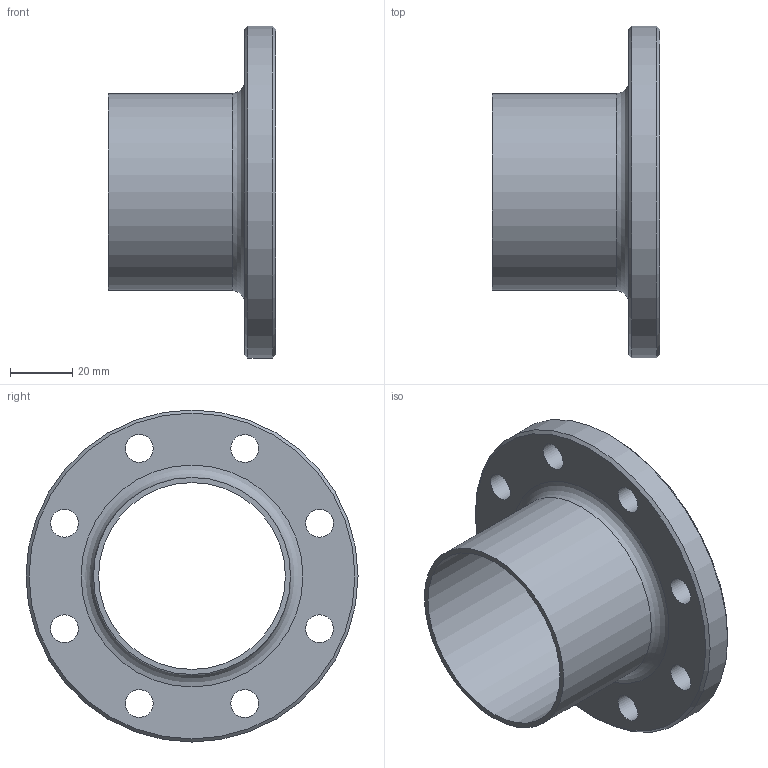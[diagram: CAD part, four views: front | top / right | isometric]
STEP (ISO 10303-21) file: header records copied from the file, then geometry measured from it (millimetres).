
FILE_DESCRIPTION((''),'2;1');
FILE_NAME('10167212X000.stp','2010-09-02T10:17:44',('thilbrands'),(''),'Autodesk Inventor 2008','Autodesk Inventor 2008','');
FILE_SCHEMA(('AUTOMOTIVE_DESIGN { 1 0 10303 214 1 1 1 1 }'));
Length unit declared in the file: millimetre
Products named in the file (1): 10167112X000
Bounding box: 54 x 107 x 107 mm (x, y, z)
Volume: 68539.1 mm3; surface area: 35336.3 mm2
Topology: 1 solids, 1 shells, 26 faces, 63 edges, 42 vertices
Faces by surface type: bspline 11, plane 5, cylinder 4, cone 3, torus 3
Full cylindrical faces by diameter (mm): 60.2 x1, 63.5 x1, 75.9 x1, 107 x1
Entity records: 890 total; most frequent: CARTESIAN_POINT 363, DIRECTION 100, ORIENTED_EDGE 68, EDGE_LOOP 68, AXIS2_PLACEMENT_3D 50, FACE_BOUND 42, VERTEX_POINT 34, CIRCLE 34
